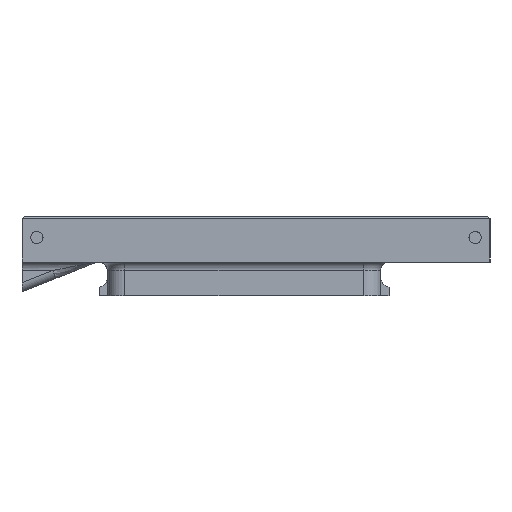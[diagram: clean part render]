
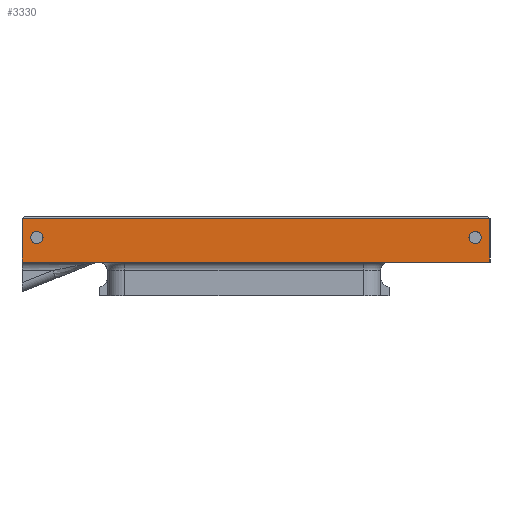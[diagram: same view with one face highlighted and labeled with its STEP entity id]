
A CAD part, left-side view. The second image highlights one B-rep face of the part: STEP entity #3330.
In plain terms, the highlighted planar face has unit normal (-1, 0, 0).
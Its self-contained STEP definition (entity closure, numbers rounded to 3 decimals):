
#42=FACE_BOUND('',#1100,.T.);
#43=FACE_BOUND('',#1101,.T.);
#140=PLANE('',#3635);
#183=LINE('',#5101,#455);
#195=LINE('',#5142,#467);
#223=LINE('',#5253,#495);
#229=LINE('',#5268,#501);
#455=VECTOR('',#3817,10.);
#467=VECTOR('',#3853,10.);
#495=VECTOR('',#3909,10.);
#501=VECTOR('',#3927,10.);
#907=FACE_OUTER_BOUND('',#1099,.T.);
#1099=EDGE_LOOP('',(#3007,#3008,#3009,#3010));
#1100=EDGE_LOOP('',(#3011));
#1101=EDGE_LOOP('',(#3012));
#1185=CIRCLE('',#3486,1.45);
#1195=CIRCLE('',#3503,1.45);
#1394=VERTEX_POINT('',#5098);
#1395=VERTEX_POINT('',#5100);
#1412=VERTEX_POINT('',#5141);
#1435=VERTEX_POINT('',#5244);
#1500=VERTEX_POINT('',#5745);
#1504=VERTEX_POINT('',#5769);
#1734=EDGE_CURVE('',#1395,#1394,#183,.T.);
#1754=EDGE_CURVE('',#1395,#1412,#195,.T.);
#1790=EDGE_CURVE('',#1412,#1435,#223,.T.);
#1798=EDGE_CURVE('',#1394,#1435,#229,.T.);
#1883=EDGE_CURVE('',#1500,#1500,#1185,.T.);
#1896=EDGE_CURVE('',#1504,#1504,#1195,.T.);
#3007=ORIENTED_EDGE('',*,*,#1790,.F.);
#3008=ORIENTED_EDGE('',*,*,#1754,.F.);
#3009=ORIENTED_EDGE('',*,*,#1734,.T.);
#3010=ORIENTED_EDGE('',*,*,#1798,.T.);
#3011=ORIENTED_EDGE('',*,*,#1883,.T.);
#3012=ORIENTED_EDGE('',*,*,#1896,.T.);
#3330=ADVANCED_FACE('',(#907,#42,#43),#140,.T.);
#3486=AXIS2_PLACEMENT_3D('',#5746,#4048,#4049);
#3503=AXIS2_PLACEMENT_3D('',#5770,#4085,#4086);
#3635=AXIS2_PLACEMENT_3D('',#6525,#4482,#4483);
#3817=DIRECTION('',(0.,-1.,0.));
#3853=DIRECTION('',(0.,0.,1.));
#3909=DIRECTION('',(0.,-1.,0.));
#3927=DIRECTION('',(0.,0.,1.));
#4048=DIRECTION('center_axis',(1.,0.,0.));
#4049=DIRECTION('ref_axis',(0.,-1.,0.));
#4085=DIRECTION('center_axis',(1.,0.,0.));
#4086=DIRECTION('ref_axis',(0.,-1.,0.));
#4482=DIRECTION('center_axis',(-1.,0.,0.));
#4483=DIRECTION('ref_axis',(0.,-1.,0.));
#5098=CARTESIAN_POINT('',(-29.,-18.,-5.));
#5100=CARTESIAN_POINT('',(-29.,92.387,-5.));
#5101=CARTESIAN_POINT('',(-29.,64.79,-5.));
#5141=CARTESIAN_POINT('',(-29.,92.387,5.25));
#5142=CARTESIAN_POINT('',(-29.,92.387,-7.));
#5244=CARTESIAN_POINT('',(-29.,-18.,5.25));
#5253=CARTESIAN_POINT('',(-29.,64.79,5.25));
#5268=CARTESIAN_POINT('',(-29.,-18.,-7.));
#5745=CARTESIAN_POINT('',(-29.,90.329,0.75));
#5746=CARTESIAN_POINT('Origin',(-29.,88.879,0.75));
#5769=CARTESIAN_POINT('',(-29.,-13.044,0.75));
#5770=CARTESIAN_POINT('Origin',(-29.,-14.494,0.75));
#6525=CARTESIAN_POINT('Origin',(-29.,92.387,-7.));
